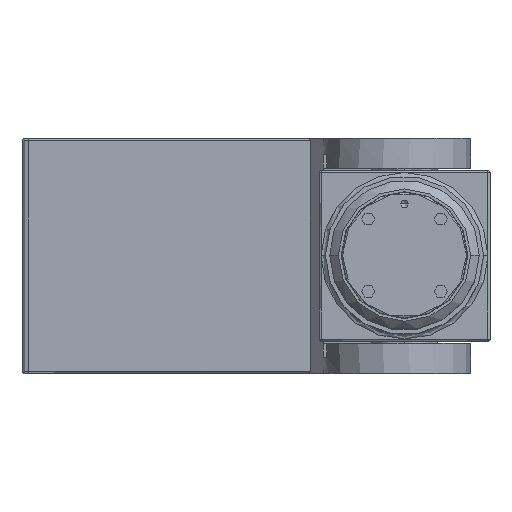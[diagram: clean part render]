
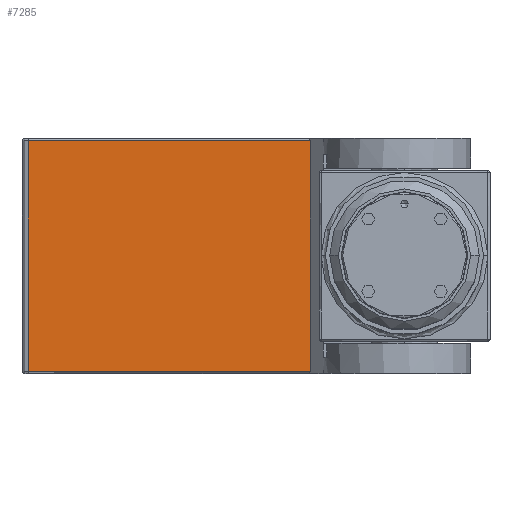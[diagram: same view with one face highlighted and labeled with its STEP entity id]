
A CAD part, top view. The second image highlights one B-rep face of the part: STEP entity #7285.
In plain terms, the highlighted planar face has unit normal (0, 0, 1).
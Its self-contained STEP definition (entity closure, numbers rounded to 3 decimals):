
#645 = DIRECTION ( 'NONE',  ( 0., 0., -1. ) ) ;
#1991 = LINE ( 'NONE', #14112, #3141 ) ;
#2558 = CARTESIAN_POINT ( 'NONE',  ( -51., 27., -17.5 ) ) ;
#3141 = VECTOR ( 'NONE', #21576, 1000. ) ;
#3186 = CARTESIAN_POINT ( 'NONE',  ( 15., 27.5, -17.5 ) ) ;
#3993 = VERTEX_POINT ( 'NONE', #2558 ) ;
#4273 = ORIENTED_EDGE ( 'NONE', *, *, #9577, .T. ) ;
#4299 = VERTEX_POINT ( 'NONE', #12692 ) ;
#5944 = CARTESIAN_POINT ( 'NONE',  ( -52.5, 27.5, -17.5 ) ) ;
#7285 = ADVANCED_FACE ( 'NONE', ( #8664 ), #11674, .F. ) ;
#8308 = CARTESIAN_POINT ( 'NONE',  ( 15., -27., -17.5 ) ) ;
#8423 = VERTEX_POINT ( 'NONE', #22147 ) ;
#8664 = FACE_OUTER_BOUND ( 'NONE', #20896, .T. ) ;
#8866 = CARTESIAN_POINT ( 'NONE',  ( -51., 27.5, -17.5 ) ) ;
#9577 = EDGE_CURVE ( 'NONE', #8423, #16566, #1991, .T. ) ;
#9654 = DIRECTION ( 'NONE',  ( -1., 0., 0. ) ) ;
#11544 = AXIS2_PLACEMENT_3D ( 'NONE', #5944, #645, #9654 ) ;
#11674 = PLANE ( 'NONE',  #11544 ) ;
#12692 = CARTESIAN_POINT ( 'NONE',  ( 15., 27., -17.5 ) ) ;
#12801 = EDGE_CURVE ( 'NONE', #3993, #8423, #16355, .T. ) ;
#14112 = CARTESIAN_POINT ( 'NONE',  ( -52.5, -27., -17.5 ) ) ;
#14811 = ORIENTED_EDGE ( 'NONE', *, *, #15776, .T. ) ;
#15776 = EDGE_CURVE ( 'NONE', #4299, #3993, #18570, .T. ) ;
#16256 = VECTOR ( 'NONE', #19273, 1000. ) ;
#16355 = LINE ( 'NONE', #8866, #22407 ) ;
#16566 = VERTEX_POINT ( 'NONE', #8308 ) ;
#17891 = LINE ( 'NONE', #3186, #21066 ) ;
#18134 = DIRECTION ( 'NONE',  ( 0., -1., 0. ) ) ;
#18570 = LINE ( 'NONE', #20898, #16256 ) ;
#19273 = DIRECTION ( 'NONE',  ( -1., 0., 0. ) ) ;
#20245 = ORIENTED_EDGE ( 'NONE', *, *, #23831, .F. ) ;
#20896 = EDGE_LOOP ( 'NONE', ( #22838, #4273, #20245, #14811 ) ) ;
#20898 = CARTESIAN_POINT ( 'NONE',  ( -51., 27., -17.5 ) ) ;
#21066 = VECTOR ( 'NONE', #23419, 1000. ) ;
#21576 = DIRECTION ( 'NONE',  ( 1., 0., 0. ) ) ;
#22147 = CARTESIAN_POINT ( 'NONE',  ( -51., -27., -17.5 ) ) ;
#22407 = VECTOR ( 'NONE', #18134, 1000. ) ;
#22838 = ORIENTED_EDGE ( 'NONE', *, *, #12801, .T. ) ;
#23419 = DIRECTION ( 'NONE',  ( 0., -1., 0. ) ) ;
#23831 = EDGE_CURVE ( 'NONE', #4299, #16566, #17891, .T. ) ;
